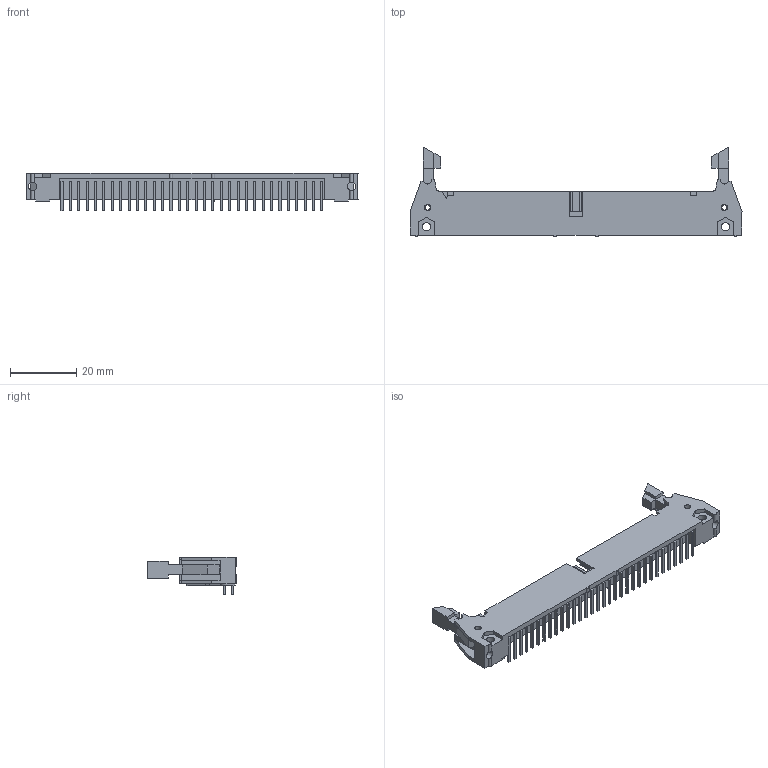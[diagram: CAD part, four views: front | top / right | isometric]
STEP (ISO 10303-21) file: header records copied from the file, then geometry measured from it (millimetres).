
FILE_DESCRIPTION(/* description */ (''),/* implementation_level */ '2;1');
FILE_NAME(/* name */ '3M_N3764-5302RB_a.stp',/* time_stamp */ '2015-12-16T10:04:52+01:00',/* author */ ('riccim'),/* organization */ (''),/* preprocessor_version */ 'ST-DEVELOPER v15.5',/* originating_system */ 'AutoCAD Mechanical',/* authorisation */ '');
FILE_SCHEMA (('AUTOMOTIVE_DESIGN { 1 0 10303 214 3 1 1 }'));
Length unit declared in the file: millimetre
Products named in the file (1): Product
Bounding box: 100.58 x 27.18 x 11.48 mm (x, y, z)
Volume: 5671.2 mm3; surface area: 9625.8 mm2
Topology: 131 solids, 131 shells, 1087 faces, 2463 edges, 1636 vertices
Faces by surface type: plane 1041, cylinder 46
Full cylindrical faces by diameter (mm): 1.575 x2, 1.905 x4, 2.54 x4
Entity records: 30082 total; most frequent: CARTESIAN_POINT 5640, ORIENTED_EDGE 4902, DIRECTION 4665, EDGE_CURVE 2451, LINE 2325, VECTOR 2325, VERTEX_POINT 1634, AXIS2_PLACEMENT_3D 1170
